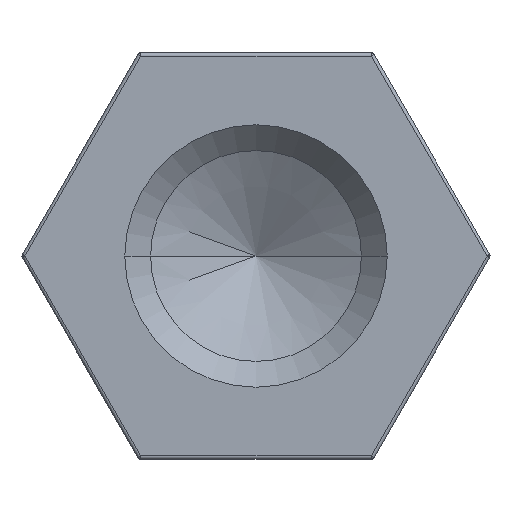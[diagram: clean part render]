
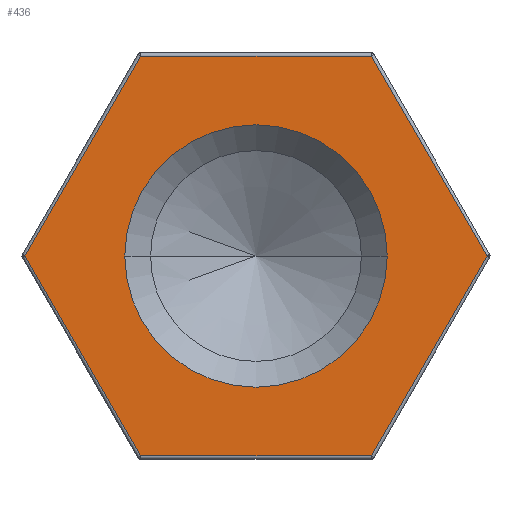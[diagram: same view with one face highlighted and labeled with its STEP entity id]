
A CAD part, left-side view. The second image highlights one B-rep face of the part: STEP entity #436.
In plain terms, the highlighted planar face has unit normal (-1, 0, 0).
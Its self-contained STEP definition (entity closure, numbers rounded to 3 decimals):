
#1 = CARTESIAN_POINT ( 'NONE',  ( 0., 4.2, 0. ) ) ;
#10 = AXIS2_PLACEMENT_3D ( 'NONE', #665, #682, #678 ) ;
#34 = DIRECTION ( 'NONE',  ( 0., 1., 0. ) ) ;
#35 = FACE_OUTER_BOUND ( 'NONE', #941, .T. ) ;
#48 = DIRECTION ( 'NONE',  ( 1., 0., 0. ) ) ;
#50 = AXIS2_PLACEMENT_3D ( 'NONE', #53, #48, #34 ) ;
#53 = CARTESIAN_POINT ( 'NONE',  ( 0., 0., 0. ) ) ;
#107 = DIRECTION ( 'NONE',  ( 0., 0.5, 0.866 ) ) ;
#129 = CARTESIAN_POINT ( 'NONE',  ( 0., -5.543, 3.2 ) ) ;
#149 = EDGE_CURVE ( 'NONE', #978, #844, #547, .T. ) ;
#151 = EDGE_CURVE ( 'NONE', #1326, #978, #552, .T. ) ;
#152 = EDGE_CURVE ( 'NONE', #844, #961, #532, .T. ) ;
#153 = EDGE_CURVE ( 'NONE', #772, #1326, #527, .T. ) ;
#155 = EDGE_CURVE ( 'NONE', #1077, #772, #534, .T. ) ;
#156 = EDGE_CURVE ( 'NONE', #961, #1077, #515, .T. ) ;
#158 = EDGE_CURVE ( 'NONE', #832, #890, #512, .T. ) ;
#202 = CARTESIAN_POINT ( 'NONE',  ( 0., 0., 6.4 ) ) ;
#232 = DIRECTION ( 'NONE',  ( 0., 0.5, -0.866 ) ) ;
#233 = EDGE_CURVE ( 'NONE', #890, #832, #355, .T. ) ;
#239 = CARTESIAN_POINT ( 'NONE',  ( 0., 5.543, 3.2 ) ) ;
#240 = DIRECTION ( 'NONE',  ( 0., -0.5, 0.866 ) ) ;
#249 = CARTESIAN_POINT ( 'NONE',  ( 0., -5.543, -3.2 ) ) ;
#277 = DIRECTION ( 'NONE',  ( 0., -0.5, -0.866 ) ) ;
#280 = DIRECTION ( 'NONE',  ( 0., -1., 0. ) ) ;
#281 = DIRECTION ( 'NONE',  ( 0., 1., 0. ) ) ;
#290 = CARTESIAN_POINT ( 'NONE',  ( 0., 0., -6.4 ) ) ;
#351 = ORIENTED_EDGE ( 'NONE', *, *, #152, .T. ) ;
#353 = CARTESIAN_POINT ( 'NONE',  ( 0., 5.543, -3.2 ) ) ;
#355 = CIRCLE ( 'NONE', #10, 4.2 ) ;
#436 = ADVANCED_FACE ( 'NONE', ( #35, #1327 ), #1313, .F. ) ;
#482 = CARTESIAN_POINT ( 'NONE',  ( 0., 0., 0. ) ) ;
#511 = VECTOR ( 'NONE', #107, 1000. ) ;
#512 = CIRCLE ( 'NONE', #50, 4.2 ) ;
#514 = VECTOR ( 'NONE', #281, 1000. ) ;
#515 = LINE ( 'NONE', #129, #511 ) ;
#521 = VECTOR ( 'NONE', #232, 1000. ) ;
#525 = VECTOR ( 'NONE', #240, 1000. ) ;
#527 = LINE ( 'NONE', #239, #521 ) ;
#530 = VECTOR ( 'NONE', #277, 1000. ) ;
#532 = LINE ( 'NONE', #249, #525 ) ;
#533 = VECTOR ( 'NONE', #280, 1000. ) ;
#534 = LINE ( 'NONE', #202, #514 ) ;
#540 = CARTESIAN_POINT ( 'NONE',  ( 0., 3.695, -6.4 ) ) ;
#547 = LINE ( 'NONE', #290, #533 ) ;
#552 = LINE ( 'NONE', #353, #530 ) ;
#665 = CARTESIAN_POINT ( 'NONE',  ( 0., 0., 0. ) ) ;
#678 = DIRECTION ( 'NONE',  ( 0., 1., 0. ) ) ;
#682 = DIRECTION ( 'NONE',  ( 1., 0., 0. ) ) ;
#694 = CARTESIAN_POINT ( 'NONE',  ( 0., 7.39, 0. ) ) ;
#772 = VERTEX_POINT ( 'NONE', #1333 ) ;
#797 = ORIENTED_EDGE ( 'NONE', *, *, #151, .T. ) ;
#832 = VERTEX_POINT ( 'NONE', #1 ) ;
#844 = VERTEX_POINT ( 'NONE', #1153 ) ;
#890 = VERTEX_POINT ( 'NONE', #1156 ) ;
#941 = EDGE_LOOP ( 'NONE', ( #1283, #1292, #1291, #797, #1300, #351 ) ) ;
#961 = VERTEX_POINT ( 'NONE', #1261 ) ;
#978 = VERTEX_POINT ( 'NONE', #540 ) ;
#1021 = EDGE_LOOP ( 'NONE', ( #1305, #1322 ) ) ;
#1077 = VERTEX_POINT ( 'NONE', #1082 ) ;
#1082 = CARTESIAN_POINT ( 'NONE',  ( 0., -3.695, 6.4 ) ) ;
#1125 = DIRECTION ( 'NONE',  ( 1., 0., 0. ) ) ;
#1153 = CARTESIAN_POINT ( 'NONE',  ( 0., -3.695, -6.4 ) ) ;
#1156 = CARTESIAN_POINT ( 'NONE',  ( 0., -4.2, 0. ) ) ;
#1201 = AXIS2_PLACEMENT_3D ( 'NONE', #482, #1125, #1371 ) ;
#1261 = CARTESIAN_POINT ( 'NONE',  ( 0., -7.39, 0. ) ) ;
#1283 = ORIENTED_EDGE ( 'NONE', *, *, #156, .T. ) ;
#1291 = ORIENTED_EDGE ( 'NONE', *, *, #153, .T. ) ;
#1292 = ORIENTED_EDGE ( 'NONE', *, *, #155, .T. ) ;
#1300 = ORIENTED_EDGE ( 'NONE', *, *, #149, .T. ) ;
#1305 = ORIENTED_EDGE ( 'NONE', *, *, #158, .T. ) ;
#1313 = PLANE ( 'NONE',  #1201 ) ;
#1322 = ORIENTED_EDGE ( 'NONE', *, *, #233, .T. ) ;
#1326 = VERTEX_POINT ( 'NONE', #694 ) ;
#1327 = FACE_BOUND ( 'NONE', #1021, .T. ) ;
#1333 = CARTESIAN_POINT ( 'NONE',  ( 0., 3.695, 6.4 ) ) ;
#1371 = DIRECTION ( 'NONE',  ( 0., 1., 0. ) ) ;
